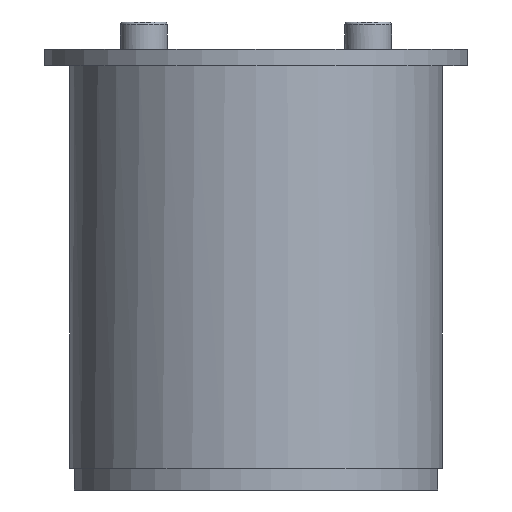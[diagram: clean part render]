
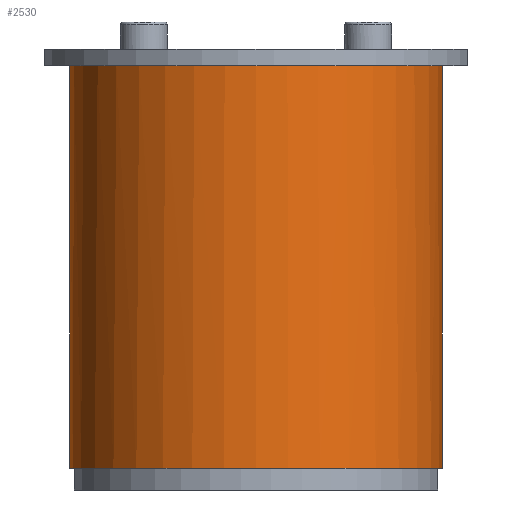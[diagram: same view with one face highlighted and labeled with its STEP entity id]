
A CAD part, front view. The second image highlights one B-rep face of the part: STEP entity #2530.
In plain terms, the highlighted cylindrical face has radius 34 mm (diameter 68 mm), a partial arc.
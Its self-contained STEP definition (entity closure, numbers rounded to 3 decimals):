
#62=CYLINDRICAL_SURFACE('',#2783,34.);
#208=LINE('',#4177,#378);
#209=LINE('',#4178,#379);
#378=VECTOR('',#3360,10.);
#379=VECTOR('',#3361,10.);
#519=FACE_OUTER_BOUND('',#674,.T.);
#674=EDGE_LOOP('',(#1844,#1845,#1846,#1847,#1848,#1849));
#786=CIRCLE('',#2688,34.);
#793=CIRCLE('',#2704,34.);
#795=CIRCLE('',#2706,34.);
#835=CIRCLE('',#2782,34.);
#970=VERTEX_POINT('',#3919);
#971=VERTEX_POINT('',#3920);
#980=VERTEX_POINT('',#3957);
#983=VERTEX_POINT('',#3963);
#1052=VERTEX_POINT('',#4171);
#1053=VERTEX_POINT('',#4173);
#1212=EDGE_CURVE('',#970,#971,#786,.T.);
#1231=EDGE_CURVE('',#971,#980,#793,.T.);
#1235=EDGE_CURVE('',#983,#970,#795,.T.);
#1339=EDGE_CURVE('',#1053,#1052,#835,.T.);
#1340=EDGE_CURVE('',#980,#1053,#208,.T.);
#1341=EDGE_CURVE('',#1052,#983,#209,.T.);
#1844=ORIENTED_EDGE('',*,*,#1340,.F.);
#1845=ORIENTED_EDGE('',*,*,#1231,.F.);
#1846=ORIENTED_EDGE('',*,*,#1212,.F.);
#1847=ORIENTED_EDGE('',*,*,#1235,.F.);
#1848=ORIENTED_EDGE('',*,*,#1341,.F.);
#1849=ORIENTED_EDGE('',*,*,#1339,.F.);
#2530=ADVANCED_FACE('',(#519),#62,.T.);
#2688=AXIS2_PLACEMENT_3D('',#3921,#3090,#3091);
#2704=AXIS2_PLACEMENT_3D('',#3958,#3134,#3135);
#2706=AXIS2_PLACEMENT_3D('',#3965,#3140,#3141);
#2782=AXIS2_PLACEMENT_3D('',#4175,#3356,#3357);
#2783=AXIS2_PLACEMENT_3D('',#4176,#3358,#3359);
#3090=DIRECTION('center_axis',(0.,0.,1.));
#3091=DIRECTION('ref_axis',(-1.,0.,0.));
#3134=DIRECTION('center_axis',(0.,0.,1.));
#3135=DIRECTION('ref_axis',(-1.,0.,0.));
#3140=DIRECTION('center_axis',(0.,0.,1.));
#3141=DIRECTION('ref_axis',(-1.,0.,0.));
#3356=DIRECTION('center_axis',(0.,0.,-1.));
#3357=DIRECTION('ref_axis',(-1.,0.,0.));
#3358=DIRECTION('center_axis',(0.,0.,1.));
#3359=DIRECTION('ref_axis',(-1.,0.,0.));
#3360=DIRECTION('',(0.,0.,-1.));
#3361=DIRECTION('',(0.,0.,1.));
#3919=CARTESIAN_POINT('',(-33.967,-1.5,36.75));
#3920=CARTESIAN_POINT('',(33.967,-1.5,36.75));
#3921=CARTESIAN_POINT('Origin',(0.,0.,36.75));
#3957=CARTESIAN_POINT('',(34.,0.,36.75));
#3958=CARTESIAN_POINT('Origin',(0.,0.,36.75));
#3963=CARTESIAN_POINT('',(-34.,0.,36.75));
#3965=CARTESIAN_POINT('Origin',(0.,0.,36.75));
#4171=CARTESIAN_POINT('',(-34.,0.,-36.75));
#4173=CARTESIAN_POINT('',(34.,0.,-36.75));
#4175=CARTESIAN_POINT('Origin',(0.,0.,-36.75));
#4176=CARTESIAN_POINT('Origin',(0.,0.,0.));
#4177=CARTESIAN_POINT('',(34.,0.,0.));
#4178=CARTESIAN_POINT('',(-34.,0.,0.));
